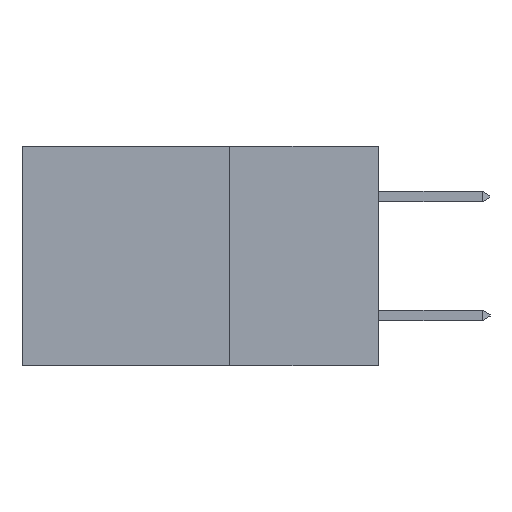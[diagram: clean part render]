
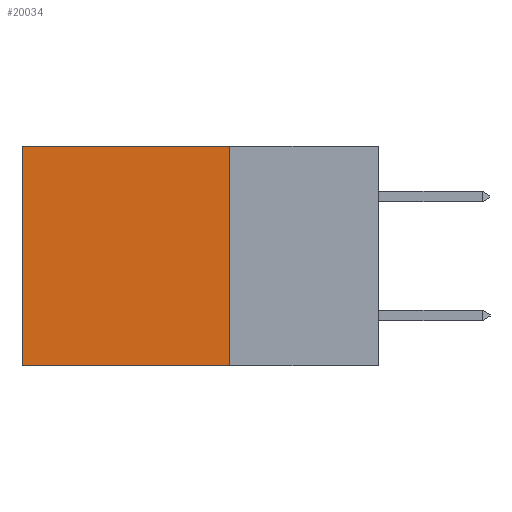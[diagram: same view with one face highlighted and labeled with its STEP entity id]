
A CAD part, left-side view. The second image highlights one B-rep face of the part: STEP entity #20034.
In plain terms, the highlighted planar face has unit normal (-1, 0, 0).
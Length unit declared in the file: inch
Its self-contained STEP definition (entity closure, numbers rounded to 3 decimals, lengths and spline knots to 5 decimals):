
#21 = PLANE ( 'NONE',  #10227 ) ;
#97 = CARTESIAN_POINT ( 'NONE',  ( 0.2615, 0.6, -0.37 ) ) ;
#895 = VECTOR ( 'NONE', #18827, 39.37008 ) ;
#1715 = VECTOR ( 'NONE', #13957, 39.37008 ) ;
#1857 = EDGE_CURVE ( 'NONE', #7657, #13717, #15051, .T. ) ;
#1870 = DIRECTION ( 'NONE',  ( 0., 0., -1. ) ) ;
#2132 = ORIENTED_EDGE ( 'NONE', *, *, #12693, .F. ) ;
#2479 = DIRECTION ( 'NONE',  ( 0., 0., -1. ) ) ;
#3725 = CARTESIAN_POINT ( 'NONE',  ( 0.2615, 0.25, -0.37 ) ) ;
#3969 = ORIENTED_EDGE ( 'NONE', *, *, #1857, .T. ) ;
#5404 = VERTEX_POINT ( 'NONE', #7342 ) ;
#5441 = DIRECTION ( 'NONE',  ( 0., 0., -1. ) ) ;
#6050 = VECTOR ( 'NONE', #2479, 39.37008 ) ;
#6773 = ORIENTED_EDGE ( 'NONE', *, *, #12044, .T. ) ;
#7182 = FACE_OUTER_BOUND ( 'NONE', #20427, .T. ) ;
#7342 = CARTESIAN_POINT ( 'NONE',  ( 0.2615, 0.25, -0.37 ) ) ;
#7545 = VECTOR ( 'NONE', #5441, 39.37008 ) ;
#7657 = VERTEX_POINT ( 'NONE', #14412 ) ;
#9538 = CARTESIAN_POINT ( 'NONE',  ( 0.2615, 0.6, -0.37 ) ) ;
#10227 = AXIS2_PLACEMENT_3D ( 'NONE', #15348, #12012, #1870 ) ;
#10463 = CARTESIAN_POINT ( 'NONE',  ( 0.2615, 0.25, 0. ) ) ;
#10514 = CARTESIAN_POINT ( 'NONE',  ( 0.2615, 0.25, -0.37 ) ) ;
#10763 = LINE ( 'NONE', #10514, #1715 ) ;
#12012 = DIRECTION ( 'NONE',  ( 1., 0., 0. ) ) ;
#12044 = EDGE_CURVE ( 'NONE', #16898, #7657, #18423, .T. ) ;
#12693 = EDGE_CURVE ( 'NONE', #5404, #13717, #10763, .T. ) ;
#13514 = ORIENTED_EDGE ( 'NONE', *, *, #18034, .F. ) ;
#13717 = VERTEX_POINT ( 'NONE', #9538 ) ;
#13957 = DIRECTION ( 'NONE',  ( 0., 1., 0. ) ) ;
#14412 = CARTESIAN_POINT ( 'NONE',  ( 0.2615, 0.6, 0. ) ) ;
#15051 = LINE ( 'NONE', #97, #6050 ) ;
#15348 = CARTESIAN_POINT ( 'NONE',  ( 0.2615, 0.25, -0.37 ) ) ;
#16517 = LINE ( 'NONE', #3725, #7545 ) ;
#16898 = VERTEX_POINT ( 'NONE', #20635 ) ;
#18034 = EDGE_CURVE ( 'NONE', #16898, #5404, #16517, .T. ) ;
#18423 = LINE ( 'NONE', #10463, #895 ) ;
#18827 = DIRECTION ( 'NONE',  ( 0., 1., 0. ) ) ;
#20034 = ADVANCED_FACE ( 'NONE', ( #7182 ), #21, .F. ) ;
#20427 = EDGE_LOOP ( 'NONE', ( #3969, #2132, #13514, #6773 ) ) ;
#20635 = CARTESIAN_POINT ( 'NONE',  ( 0.2615, 0.25, 0. ) ) ;
